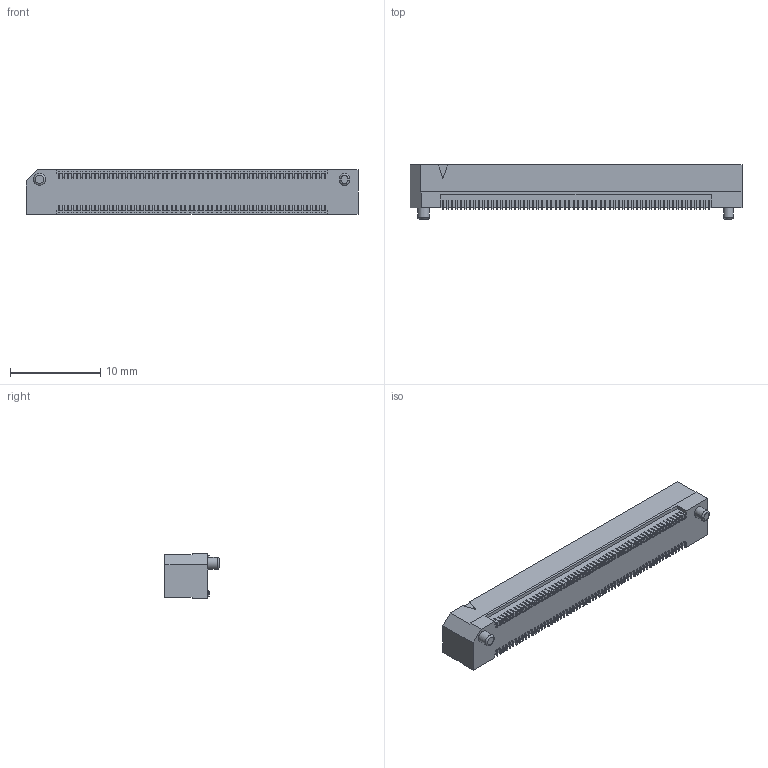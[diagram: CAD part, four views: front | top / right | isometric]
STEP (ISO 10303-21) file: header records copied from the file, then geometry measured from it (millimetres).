
FILE_DESCRIPTION(/* description */ ('STEP AP242','CAx-IF Rec.Pracs.---Representation and Presentation of Product Manufacturing Information (PMI)---4.0---2014-10-13','CAx-IF Rec.Pracs.---3D Tessellated Geometry---0.4---2014-09-14','2;1'),/* implementation_level */ '2;1');
FILE_NAME(/* name */ '61dcb4489dd42b37d54527c1',/* time_stamp */ '2022-01-10T22:33:50+00:00',/* author */ (''),/* organization */ (''),/* preprocessor_version */ 'ST-DEVELOPER v18.101',/* originating_system */ ' ',/* authorisation */ ' ');
FILE_SCHEMA (('AP242_MANAGED_MODEL_BASED_3D_ENGINEERING_MIM_LF { 1 0 10303 442 1 1 4 }'));
Products named in the file (2): _ERF5-060-05.0-DV_socket; _C-247-060-05.0
Bounding box: 36.8 x 6 x 4.95 mm (x, y, z)
Volume: 483 mm3; surface area: 2027.9 mm2
Topology: 2 solids, 2 shells, 2807 faces, 8396 edges, 5596 vertices
Faces by surface type: plane 2559, cylinder 245, torus 3
Full cylindrical faces by diameter (mm): 1.32 x1
Entity records: 92960 total; most frequent: CARTESIAN_POINT 16797, ORIENTED_EDGE 16786, DIRECTION 14504, EDGE_CURVE 8393, LINE 7900, VECTOR 7900, VERTEX_POINT 5595, AXIS2_PLACEMENT_3D 3302
